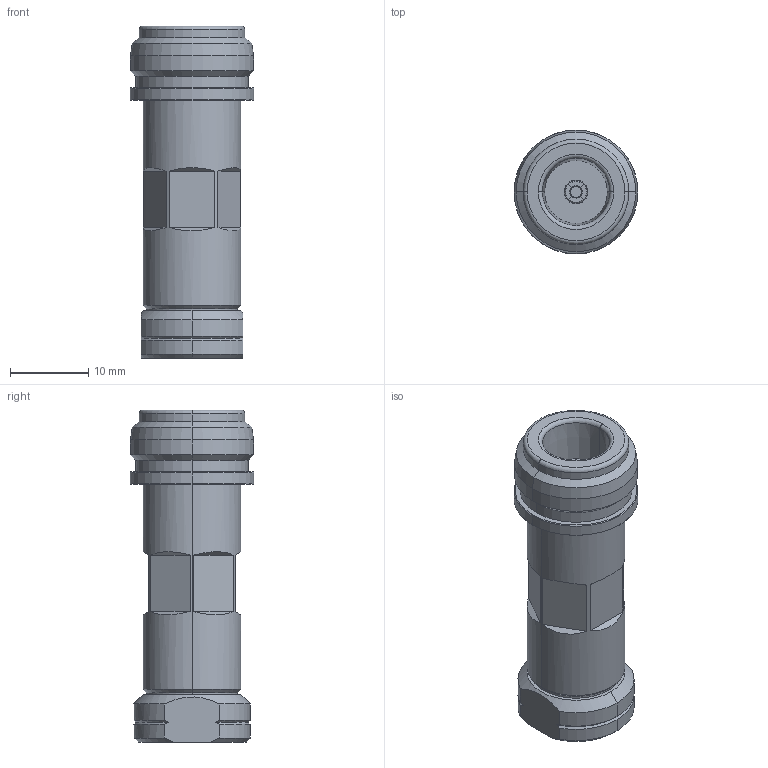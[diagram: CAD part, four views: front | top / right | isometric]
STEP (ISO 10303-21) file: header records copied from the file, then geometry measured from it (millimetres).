
FILE_DESCRIPTION (( 'STEP AP214' ), '1' );
FILE_NAME ('10007330.STEP', '2023-02-23T10:14:43', ( '' ), ( '' ), 'SwSTEP 2.0', 'SolidWorks 2020', '' );
FILE_SCHEMA (( 'AUTOMOTIVE_DESIGN' ));
Length unit declared in the file: millimetre
Products named in the file (1): 10007330
Bounding box: 15.8 x 15.8 x 42.35 mm (x, y, z)
Volume: 5051.9 mm3; surface area: 3067.1 mm2
Topology: 2 solids, 2 shells, 144 faces, 334 edges, 209 vertices
Faces by surface type: plane 45, cylinder 42, cone 35, torus 18, bspline 4
Entity records: 5874 total; most frequent: CARTESIAN_POINT 1042, DIRECTION 701, ORIENTED_EDGE 668, EDGE_CURVE 334, AXIS2_PLACEMENT_3D 284, VERTEX_POINT 209, EDGE_LOOP 161, ADVANCED_FACE 144
